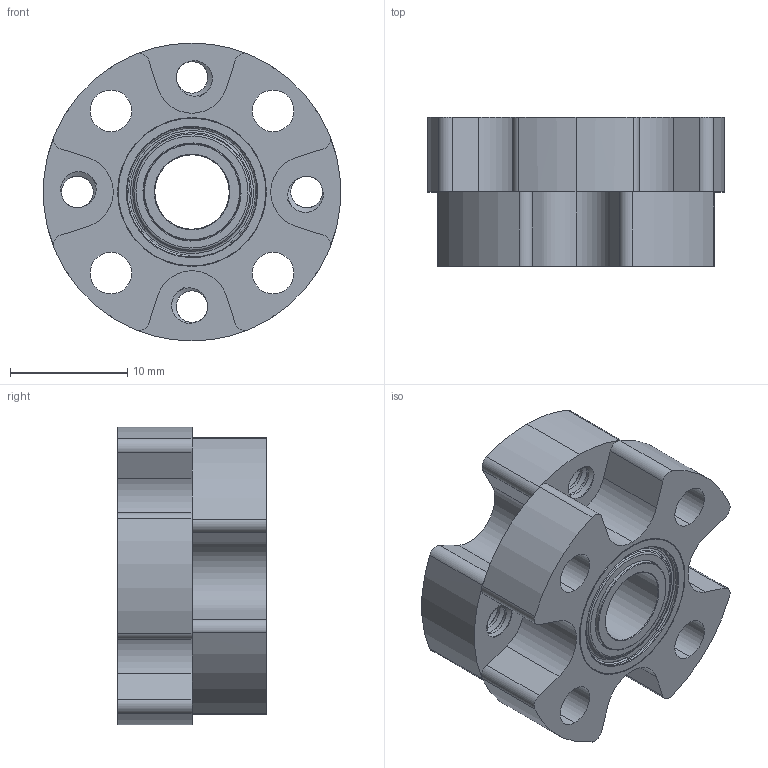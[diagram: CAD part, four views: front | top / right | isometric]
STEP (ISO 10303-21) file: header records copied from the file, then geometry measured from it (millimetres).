
FILE_DESCRIPTION (( 'STEP AP203' ), '1' );
FILE_NAME ('545444 assembly.STEP', '2016-12-21T15:25:50', ( '' ), ( '' ), 'SwSTEP 2.0', 'SolidWorks 2016', '' );
FILE_SCHEMA (( 'CONFIG_CONTROL_DESIGN' ));
Length unit declared in the file: inch
Products named in the file (3): 545444; 535020; 545444 assembly
Assembly tree (3 placements, depth 2):
  545444 assembly
    545444
    535020  x2
Bounding box: 25.32 x 12.7 x 25.4 mm (x, y, z)
Volume: 3627.7 mm3; surface area: 4409.1 mm2
Topology: 7 solids, 7 shells, 373 faces, 947 edges, 610 vertices
Faces by surface type: cylinder 225, plane 60, cone 40, torus 40, bspline 8
Entity records: 14738 total; most frequent: CARTESIAN_POINT 7568, ORIENTED_EDGE 1598, DIRECTION 1339, EDGE_CURVE 799, AXIS2_PLACEMENT_3D 533, VERTEX_POINT 522, EDGE_LOOP 329, ADVANCED_FACE 297
